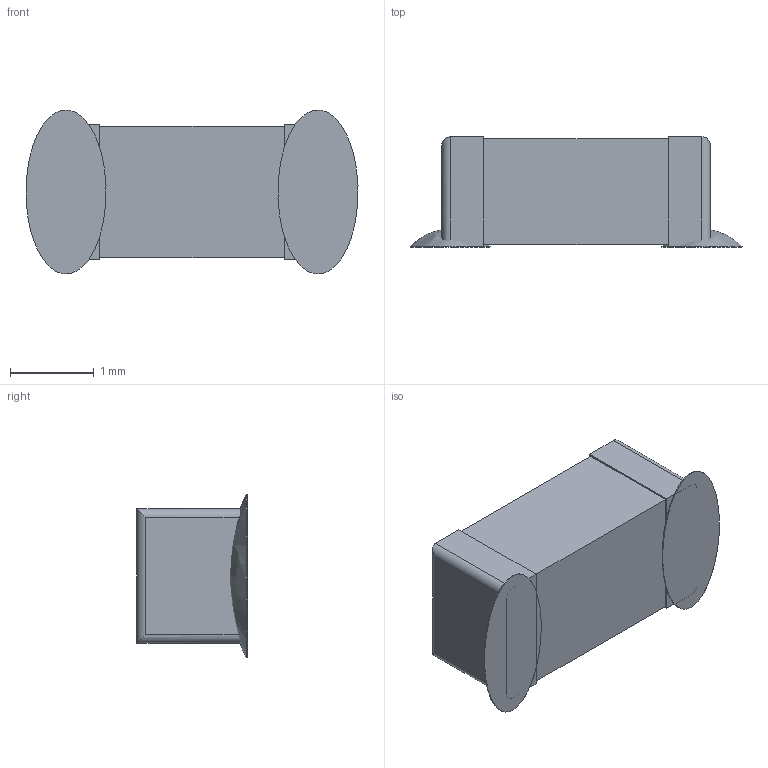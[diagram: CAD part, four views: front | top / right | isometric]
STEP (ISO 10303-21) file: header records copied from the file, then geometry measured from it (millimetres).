
FILE_DESCRIPTION (( 'STEP AP214' ), '1' );
FILE_NAME ('CAPC1206.STEP', '2017-11-16T07:24:05', ( '64' ), ( '' ), 'SwSTEP 2.0', 'SolidWorks 2014', '' );
FILE_SCHEMA (( 'AUTOMOTIVE_DESIGN' ));
Length unit declared in the file: millimetre
Products named in the file (2): CAPC1206
Bounding box: 3.95 x 1.31 x 1.95 mm (x, y, z)
Volume: 6.7 mm3; surface area: 28.5 mm2
Topology: 3 solids, 3 shells, 30 faces, 62 edges, 40 vertices
Faces by surface type: plane 18, cylinder 6, bspline 6
Entity records: 1209 total; most frequent: CARTESIAN_POINT 228, ORIENTED_EDGE 124, DIRECTION 106, EDGE_CURVE 62, VECTOR 46, LINE 46, VERTEX_POINT 40, UNCERTAINTY_MEASURE_WITH_UNIT 35
